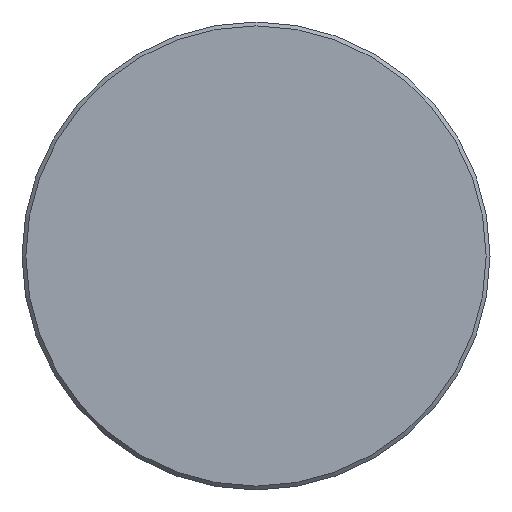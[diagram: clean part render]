
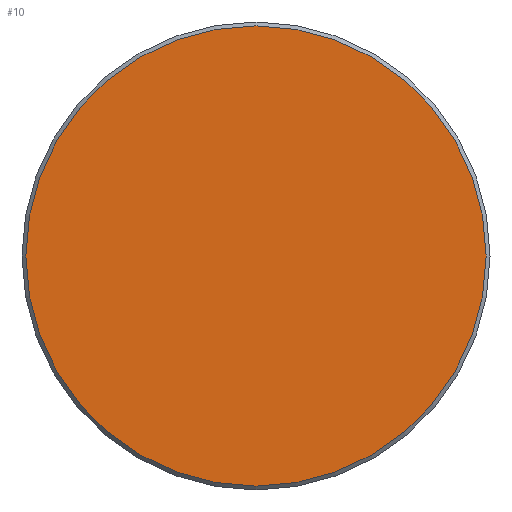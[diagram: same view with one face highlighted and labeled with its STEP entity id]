
A CAD part, left-side view. The second image highlights one B-rep face of the part: STEP entity #10.
In plain terms, the highlighted planar face has unit normal (-1, 0, 0).
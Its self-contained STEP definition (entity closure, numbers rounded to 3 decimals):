
#10 = ADVANCED_FACE ( 'NONE', ( #27 ), #135, .F. ) ;
#17 = AXIS2_PLACEMENT_3D ( 'NONE', #114, #124, #123 ) ;
#18 = EDGE_CURVE ( 'NONE', #170, #170, #90, .T. ) ;
#20 = AXIS2_PLACEMENT_3D ( 'NONE', #117, #137, #139 ) ;
#27 = FACE_OUTER_BOUND ( 'NONE', #32, .T. ) ;
#31 = ORIENTED_EDGE ( 'NONE', *, *, #18, .T. ) ;
#32 = EDGE_LOOP ( 'NONE', ( #31 ) ) ;
#90 = CIRCLE ( 'NONE', #17, 29.5 ) ;
#114 = CARTESIAN_POINT ( 'NONE',  ( -3000., 0., 0. ) ) ;
#117 = CARTESIAN_POINT ( 'NONE',  ( -3000., 0., 0. ) ) ;
#123 = DIRECTION ( 'NONE',  ( 0., 0., -1. ) ) ;
#124 = DIRECTION ( 'NONE',  ( -1., 0., 0. ) ) ;
#135 = PLANE ( 'NONE',  #20 ) ;
#137 = DIRECTION ( 'NONE',  ( 1., 0., 0. ) ) ;
#139 = DIRECTION ( 'NONE',  ( 0., 0., -1. ) ) ;
#170 = VERTEX_POINT ( 'NONE', #172 ) ;
#172 = CARTESIAN_POINT ( 'NONE',  ( -3000., 0., -29.5 ) ) ;
